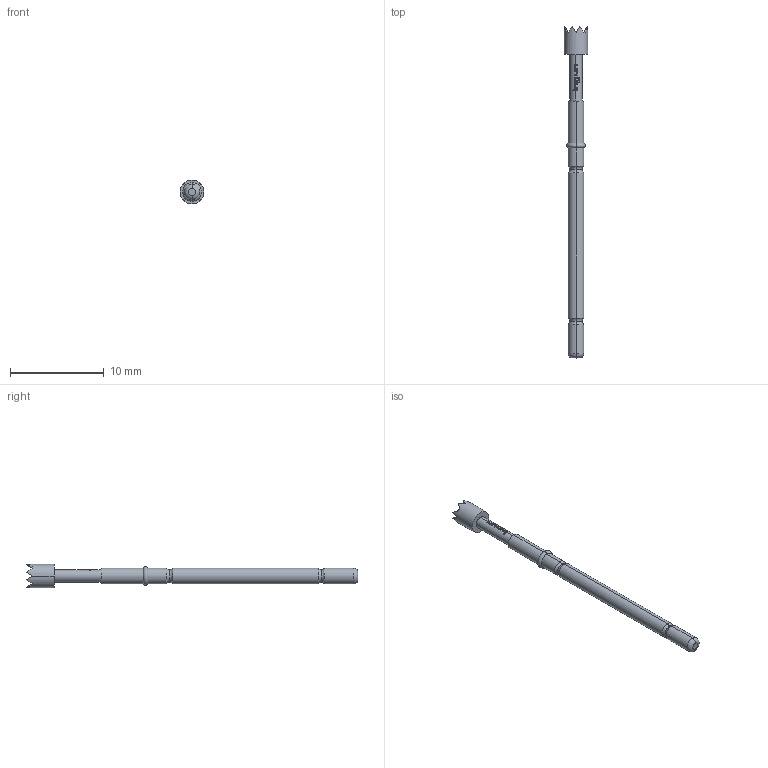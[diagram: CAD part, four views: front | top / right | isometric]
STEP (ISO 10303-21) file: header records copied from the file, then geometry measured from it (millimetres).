
FILE_DESCRIPTION (( 'STEP AP203' ), '1' );
FILE_NAME ('INGUN_GKS-912_306_250_R_xx05.STEP', '2021-10-20T13:19:26', ( 'ochi' ), ( '' ), 'SwSTEP 2.0', 'SolidWorks 2018', '' );
FILE_SCHEMA (( 'CONFIG_CONTROL_DESIGN' ));
Length unit declared in the file: millimetre
Products named in the file (1): INGUN_GKS-912_306_250_R_xx05
Bounding box: 2.5 x 35.4 x 2.5 mm (x, y, z)
Volume: 77 mm3; surface area: 199.4 mm2
Topology: 1 solids, 1 shells, 156 faces, 384 edges, 233 vertices
Faces by surface type: plane 91, cylinder 31, bspline 22, torus 12
Entity records: 5541 total; most frequent: CARTESIAN_POINT 2388, ORIENTED_EDGE 768, DIRECTION 440, EDGE_CURVE 384, VERTEX_POINT 233, B_SPLINE_CURVE_WITH_KNOTS 222, AXIS2_PLACEMENT_3D 175, EDGE_LOOP 159
